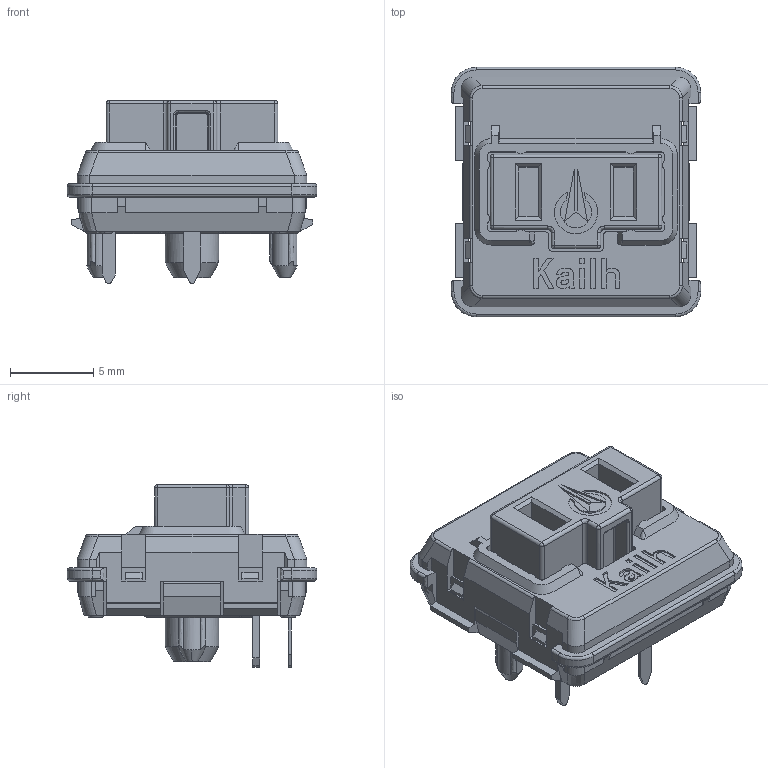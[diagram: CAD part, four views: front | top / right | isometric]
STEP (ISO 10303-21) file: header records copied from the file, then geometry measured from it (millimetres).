
FILE_DESCRIPTION (( 'STEP AP203' ), '1' );
FILE_NAME ('kailh_choc_switch.STEP', '2024-09-07T08:40:29', ( '' ), ( '' ), 'SwSTEP 2.0', 'SolidWorks 2024', '' );
FILE_SCHEMA (( 'CONFIG_CONTROL_DESIGN' ));
Length unit declared in the file: millimetre
Products named in the file (1): kailh_choc_switch
Bounding box: 15 x 15 x 11 mm (x, y, z)
Volume: 945.4 mm3; surface area: 1550.4 mm2
Topology: 5 solids, 5 shells, 495 faces, 1330 edges, 849 vertices
Faces by surface type: plane 248, bspline 247
Entity records: 16382 total; most frequent: CARTESIAN_POINT 7727, ORIENTED_EDGE 2654, EDGE_CURVE 1327, B_SPLINE_CURVE_WITH_KNOTS 1101, VERTEX_POINT 849, EDGE_LOOP 522, DIRECTION 498, FACE_OUTER_BOUND 495
